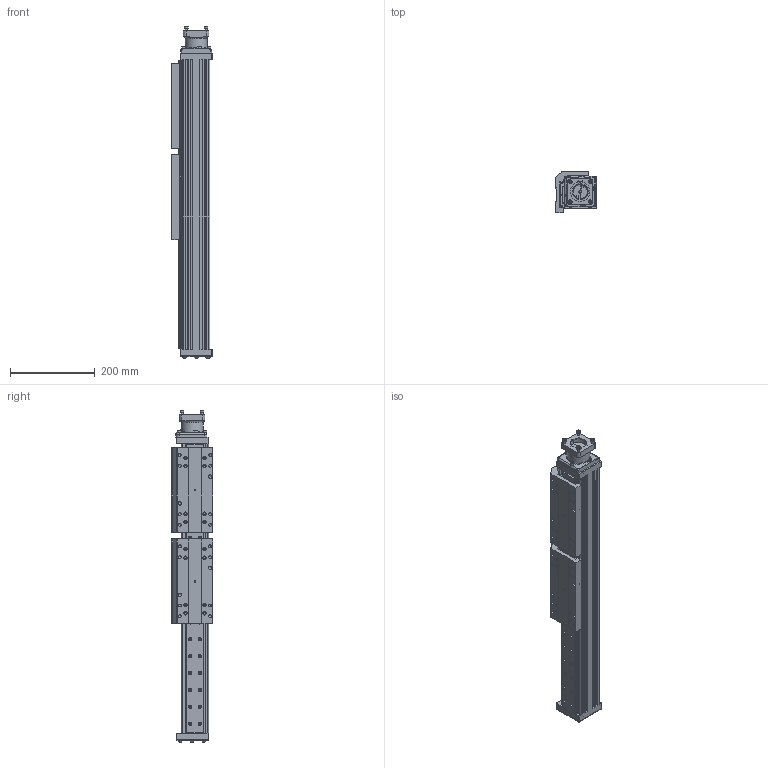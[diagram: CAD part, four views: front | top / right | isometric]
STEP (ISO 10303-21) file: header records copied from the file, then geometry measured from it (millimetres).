
FILE_DESCRIPTION (( 'STEP AP203' ), '1' );
FILE_NAME ('MXE-494929-1.step', '2025-08-13T09:51:32', ( '' ), ( '' ), 'SwSTEP 2.0', 'SolidWorks 2024', '' );
FILE_SCHEMA (( 'CONFIG_CONTROL_DESIGN' ));
Length unit declared in the file: inch
Products named in the file (6): tempJoin4_45109053_MXE-494929-1; MXE-494929-1; 83409014_MXE-494929-1; 83409004_MXE-494929-1; 83409007_MXE-494929-1; Base_MXE-494929-1
Assembly tree (5 placements, depth 2):
  MXE-494929-1
    83409004_MXE-494929-1
    83409014_MXE-494929-1
    tempJoin4_45109053_MXE-494929-1
    83409007_MXE-494929-1
    Base_MXE-494929-1
Bounding box: 95.97 x 98.21 x 785 mm (x, y, z)
Volume: 3427710.8 mm3; surface area: 780944.4 mm2
Topology: 10 solids, 66 shells, 2557 faces, 6362 edges, 4166 vertices
Faces by surface type: plane 1554, cylinder 769, cone 148, torus 57, bspline 17, sphere 12
Full cylindrical faces by diameter (mm): 1.981 x2, 2.7 x16, 2.921 x4, 3 x8, 3.3 x20, 4 x21, 4.2 x8, 4.201 x4, 4.318 x1, 4.5 x34, 4.57 x16, 4.762 x2, 4.768 x2, 4.775 x4, 4.826 x4, 5 x20, 5.001 x4, 5.08 x1, 5.499 x2, 5.5 x4, 5.69 x4, 6 x8, 6.4 x4, 6.8 x16, 7 x25, 7.137 x4, 7.14 x8, 7.874 x4, 7.9 x16, 7.95 x4
Entity records: 74243 total; most frequent: CARTESIAN_POINT 14223, DIRECTION 12475, ORIENTED_EDGE 11324, EDGE_CURVE 5662, AXIS2_PLACEMENT_3D 4397, VERTEX_POINT 4001, LINE 3681, VECTOR 3681
